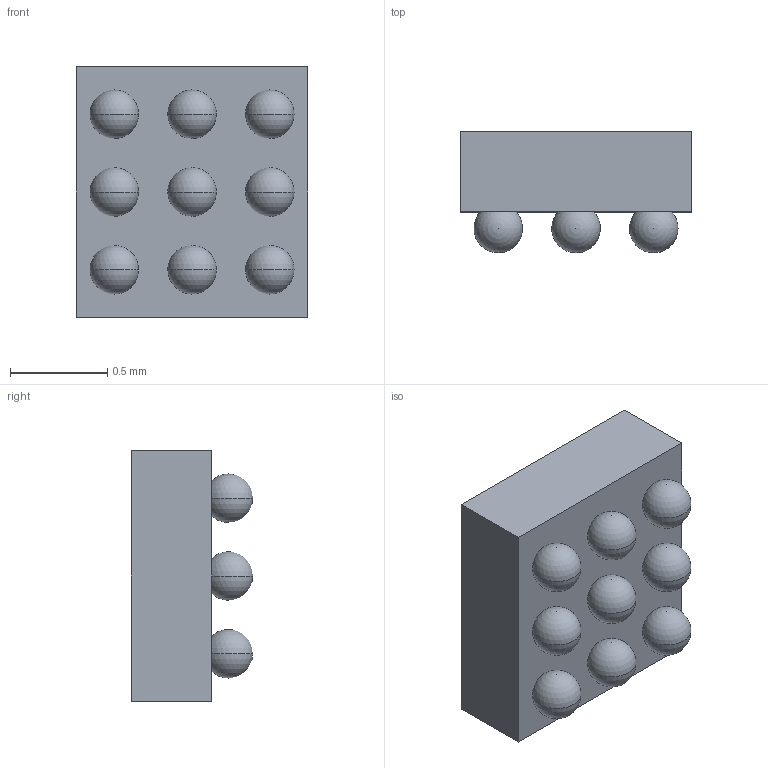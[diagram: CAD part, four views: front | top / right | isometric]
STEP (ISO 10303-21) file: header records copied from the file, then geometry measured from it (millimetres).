
FILE_DESCRIPTION (( 'STEP AP214' ), '1' );
FILE_NAME ('TPS61253AYFFR.STEP', '2023-12-11T19:36:25', ( '' ), ( '' ), 'SwSTEP 2.0', 'SolidWorks 2021', '' );
FILE_SCHEMA (( 'AUTOMOTIVE_DESIGN' ));
Length unit declared in the file: millimetre
Products named in the file (1): TPS61253AYFFR
Bounding box: 1.19 x 0.62 x 1.29 mm (x, y, z)
Volume: 0.7 mm3; surface area: 6.9 mm2
Topology: 11 solids, 11 shells, 40 faces, 105 edges, 70 vertices
Faces by surface type: plane 18, sphere 18, cylinder 4
Entity records: 1044 total; most frequent: DIRECTION 186, CARTESIAN_POINT 144, ORIENTED_EDGE 120, AXIS2_PLACEMENT_3D 85, EDGE_CURVE 60, CIRCLE 44, VERTEX_POINT 43, EDGE_LOOP 41
